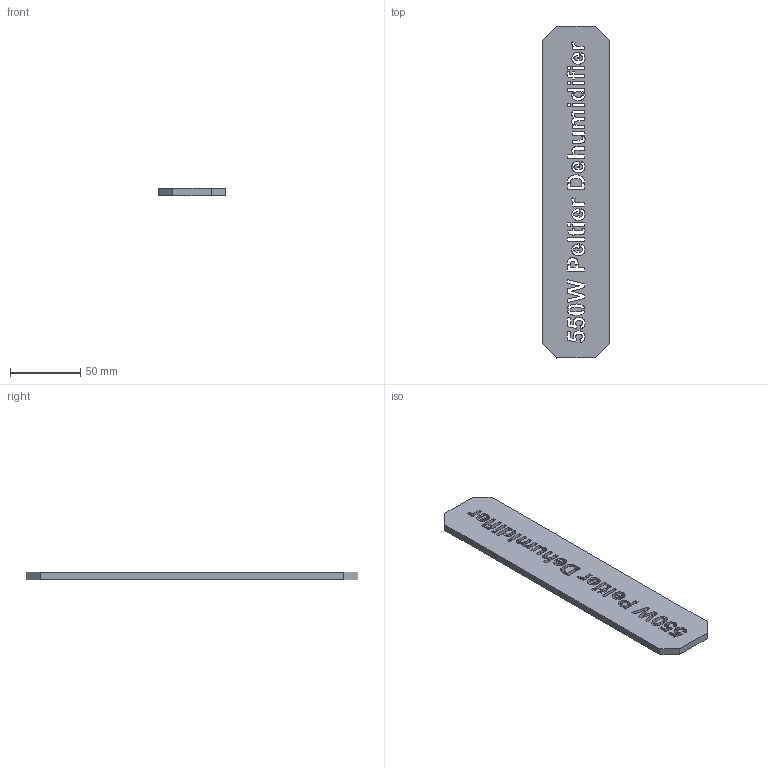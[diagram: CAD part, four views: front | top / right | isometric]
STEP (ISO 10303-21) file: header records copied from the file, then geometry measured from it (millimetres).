
FILE_DESCRIPTION(/* description */ (''),/* implementation_level */ '2;1');
FILE_NAME(/* name */ 'NamePlate - 1ea.step',/* time_stamp */ '2024-03-04T17:40:25+09:00',/* author */ (''),/* organization */ (''),/* preprocessor_version */ 'ST-DEVELOPER v20',/* originating_system */ 'Autodesk Translation Framework v12.20.1.177',/* authorisation */ '');
FILE_SCHEMA (('AUTOMOTIVE_DESIGN { 1 0 10303 214 3 1 1 }'));
Length unit declared in the file: millimetre
Products named in the file (1): NamePlate
Bounding box: 47.67 x 237.06 x 5 mm (x, y, z)
Volume: 49924.3 mm3; surface area: 28455 mm2
Topology: 1 solids, 1 shells, 437 faces, 1305 edges, 870 vertices
Faces by surface type: bspline 230, plane 207
Entity records: 16968 total; most frequent: CARTESIAN_POINT 6718, ORIENTED_EDGE 2610, EDGE_CURVE 1305, DIRECTION 1218, VERTEX_POINT 870, LINE 802, VECTOR 802, EDGE_LOOP 507
